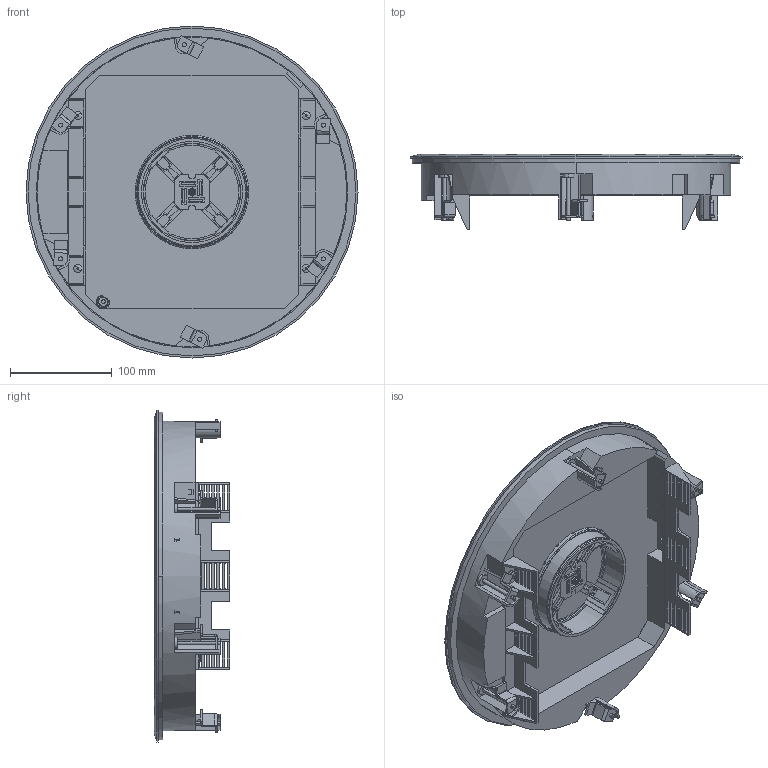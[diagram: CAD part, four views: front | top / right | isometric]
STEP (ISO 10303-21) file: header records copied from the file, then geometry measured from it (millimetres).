
FILE_DESCRIPTION (( 'STEP AP214' ), '1' );
FILE_NAME ('7405743.stp', '2020-03-19T10:34:35', ( '' ), ( '' ), 'SwSTEP 2.0', 'SolidWorks 2018', '' );
FILE_SCHEMA (( 'AUTOMOTIVE_DESIGN' ));
Length unit declared in the file: millimetre
Products named in the file (34): 040140_Standard; 036162_Standard; P_0000003142_1_Standard; 012722_Standard; 35104466_Standard; 015625_Standard; 52452A8_Standard; 058204_Standard; 7405743; 036163_Standard; 044159_Standard; P_42833F_1_Standard; P_0000005261_1_montiert; 040100_Standard; 036160_Standard; 040099_Standard  mit Ackermann Logo; 42865KA_Standard; 055899_Nur  f〉  optische Darstellung (Tubus Oberteil); 049079_Standard; 015683_Standard; P_0000003041_1_Standard; 015865_Standard; 057821_Standard; 036179_Standard; 034832_Standard; P_39406458_3_Standard; 036168_Darstellung f〉 Teleskopring; 043319_Standard; 39406352_Standard; 42865J_Standard; 058185_Standard; 057822_Standard; 015459_Standard; 036164_Standard
Assembly tree (56 placements, depth 4):
  7405743
    040140_Standard
      040099_Standard  mit Ackermann Logo
      040100_Standard
    015865_Standard  x2
    35104466_Standard  x4
    52452A8_Standard
    P_42833F_1_Standard
    044159_Standard  x6
    015459_Standard  x6
    42865J_Standard
    043319_Standard
    42865KA_Standard
    036160_Standard
    036168_Darstellung f〉 Teleskopring
    034832_Standard  x2
    P_0000003041_1_Standard
    049079_Standard
    015625_Standard  x2
    015683_Standard  x2
    P_0000005261_1_montiert  x2
    058185_Standard
      036163_Standard
      058204_Standard
      036162_Standard  x4
      036164_Standard
      057822_Standard
        057821_Standard
        P_0000003142_1_Standard
      012722_Standard  x3
      39406352_Standard
      055899_Nur  f〉  optische Darstellung (Tubus Oberteil)
    P_39406458_3_Standard
    036179_Standard
Bounding box: 326 x 74 x 326 mm (x, y, z)
Volume: 1571236.3 mm3; surface area: 520612.7 mm2
Topology: 54 solids, 57 shells, 2627 faces, 6821 edges, 4335 vertices
Faces by surface type: plane 1586, cylinder 522, bspline 206, cone 173, torus 118, sphere 22
Entity records: 77529 total; most frequent: CARTESIAN_POINT 32810, ORIENTED_EDGE 8594, DIRECTION 8028, EDGE_CURVE 4297, AXIS2_PLACEMENT_3D 2846, VERTEX_POINT 2735, LINE 2336, VECTOR 2336
